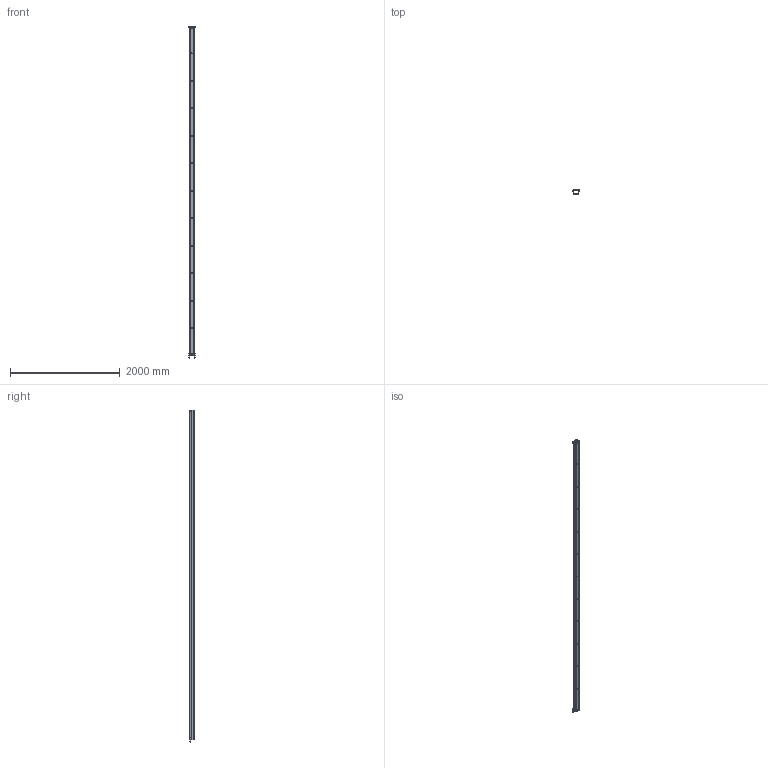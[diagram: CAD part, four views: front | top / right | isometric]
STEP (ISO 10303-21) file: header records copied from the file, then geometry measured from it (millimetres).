
FILE_DESCRIPTION(('STEP AP203'), '1');
FILE_NAME('ÐË012.05.00.600Â Íàïðàâëÿþùàÿ ÅÂÐÎ äëÿ ïîäâåñíûõ âîðîò 6ì (ÎÁ)', '2015-09-30T12:46:07', (''), (''), 'ASCON STEP Converter 1.3', 'ASCON Math Kernel', '');
FILE_SCHEMA(('CONFIG_CONTROL_DESIGN'));
Length unit declared in the file: millimetre
Products named in the file (1): ﾐﾋ012.05.00.600ﾂ32
Bounding box: 112.19 x 74.24 x 6045 mm (x, y, z)
Volume: 6924519.3 mm3; surface area: 3135137.8 mm2
Topology: 1 solids, 1 shells, 141 faces, 332 edges, 212 vertices
Faces by surface type: plane 71, cylinder 44, cone 26
Full cylindrical faces by diameter (mm): 0.1 x5, 8 x2, 10 x6, 16 x2, 17 x13, 18 x4
Entity records: 5765 total; most frequent: CARTESIAN_POINT 2606, DIRECTION 638, ORIENTED_EDGE 568, EDGE_CURVE 284, AXIS2_PLACEMENT_3D 265, EDGE_LOOP 234, VERTEX_POINT 208, FACE_BOUND 158
